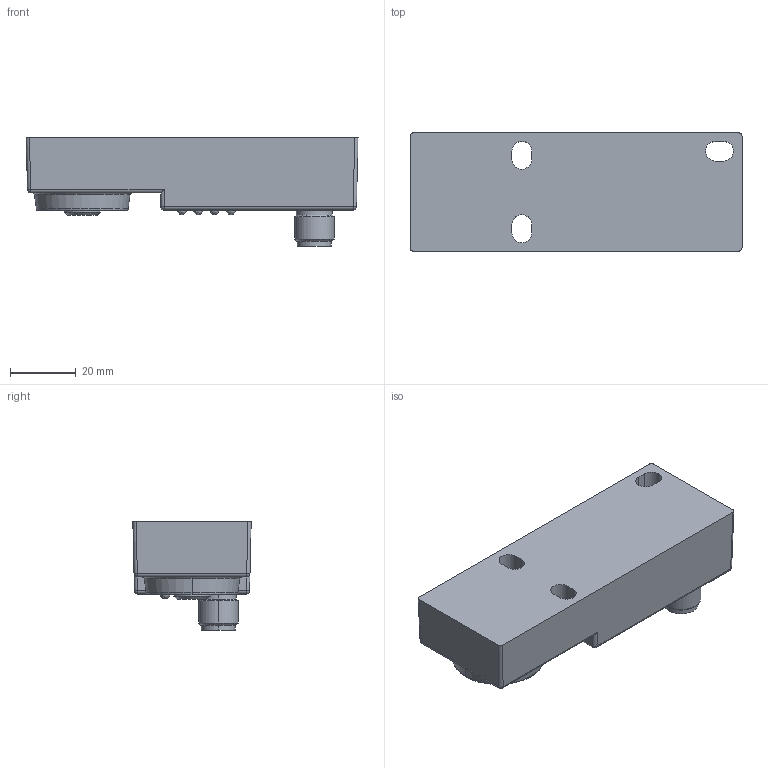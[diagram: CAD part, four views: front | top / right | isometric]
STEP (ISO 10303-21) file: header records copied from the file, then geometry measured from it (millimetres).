
FILE_DESCRIPTION (( 'STEP AP203' ), '1' );
FILE_NAME ('330E.STEP', '2013-09-10T11:21:24', ( 'Haig_DELL_Lap' ), ( '' ), 'SwSTEP 2.0', 'SolidWorks 2005354', '' );
FILE_SCHEMA (( 'CONFIG_CONTROL_DESIGN' ));
Length unit declared in the file: millimetre
Products named in the file (3): P41 Basis_Standard; 330_Standard; 330E
Assembly tree (2 placements, depth 2):
  330E
    330_Standard
    P41 Basis_Standard
Bounding box: 101 x 36 x 33 mm (x, y, z)
Volume: 71310.6 mm3; surface area: 16537.9 mm2
Topology: 2 solids, 2 shells, 245 faces, 603 edges, 371 vertices
Faces by surface type: plane 116, cylinder 80, bspline 28, cone 17, torus 4
Entity records: 7718 total; most frequent: CARTESIAN_POINT 1764, DIRECTION 1184, ORIENTED_EDGE 1164, EDGE_CURVE 582, AXIS2_PLACEMENT_3D 411, VERTEX_POINT 371, VECTOR 362, LINE 362
